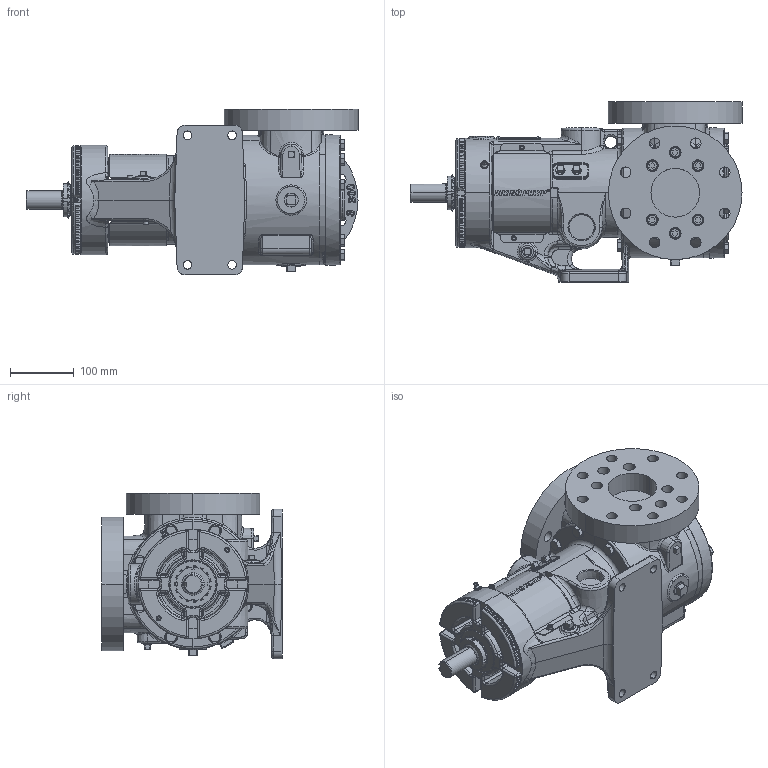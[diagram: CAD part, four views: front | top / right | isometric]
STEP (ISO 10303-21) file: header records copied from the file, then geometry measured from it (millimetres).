
FILE_DESCRIPTION (( 'STEP AP214' ), '1' );
FILE_NAME ('KV-2657.STEP', '2024-04-03T13:24:32', ( '' ), ( '' ), 'SwSTEP 2.0', 'SolidWorks 2022', '' );
FILE_SCHEMA (( 'AUTOMOTIVE_DESIGN' ));
Length unit declared in the file: inch
Products named in the file (1): KV-2657
Bounding box: 520.74 x 282.45 x 260.22 mm (x, y, z)
Volume: 11949990.1 mm3; surface area: 786461.9 mm2
Topology: 1 solids, 13 shells, 3573 faces, 9050 edges, 5615 vertices
Faces by surface type: bspline 1132, plane 1000, cone 716, cylinder 532, torus 132, sphere 61
Entity records: 199535 total; most frequent: CARTESIAN_POINT 75693, ORIENTED_EDGE 17982, DIRECTION 13262, EDGE_CURVE 8991, VERTEX_POINT 5612, AXIS2_PLACEMENT_3D 5045, EDGE_LOOP 3821, LENGTH_MEASURE_WITH_UNIT 3576
